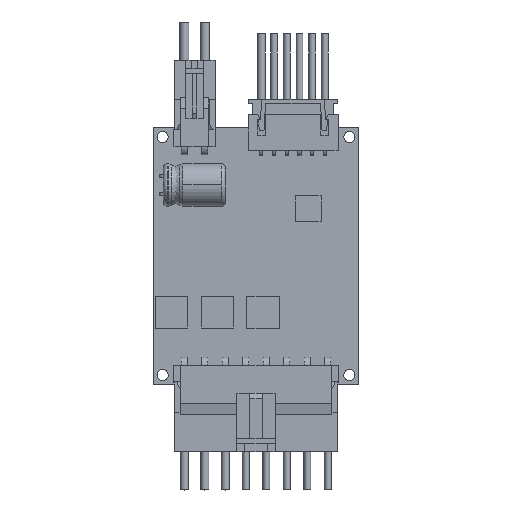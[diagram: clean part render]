
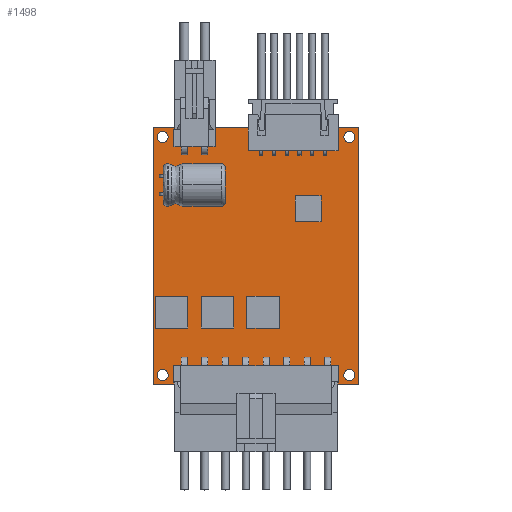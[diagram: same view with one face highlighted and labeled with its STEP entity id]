
A CAD part, top view. The second image highlights one B-rep face of the part: STEP entity #1498.
In plain terms, the highlighted planar face has unit normal (0, 0, 1).
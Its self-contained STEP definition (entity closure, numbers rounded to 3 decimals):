
#344 = DIRECTION ( 'NONE',  ( 0., 0., -1. ) ) ;
#365 = LINE ( 'NONE', #24207, #12314 ) ;
#422 = CARTESIAN_POINT ( 'NONE',  ( -17.05, 23.15, 1.55 ) ) ;
#1322 = ORIENTED_EDGE ( 'NONE', *, *, #9212, .T. ) ;
#1498 = ADVANCED_FACE ( 'NONE', ( #16179, #5686, #1558, #18397, #15899 ), #26558, .T. ) ;
#1558 = FACE_BOUND ( 'NONE', #7582, .T. ) ;
#1618 = VERTEX_POINT ( 'NONE', #12304 ) ;
#1753 = VERTEX_POINT ( 'NONE', #422 ) ;
#1989 = ORIENTED_EDGE ( 'NONE', *, *, #18005, .T. ) ;
#2080 = DIRECTION ( 'NONE',  ( -1., 0., 0. ) ) ;
#2289 = EDGE_LOOP ( 'NONE', ( #16045, #14905, #8519, #9154 ) ) ;
#2654 = CARTESIAN_POINT ( 'NONE',  ( 17.05, 23.15, 1.55 ) ) ;
#2721 = CARTESIAN_POINT ( 'NONE',  ( 20., -25., 1.55 ) ) ;
#3061 = ORIENTED_EDGE ( 'NONE', *, *, #4836, .T. ) ;
#3249 = AXIS2_PLACEMENT_3D ( 'NONE', #17173, #4463, #25609 ) ;
#3712 = DIRECTION ( 'NONE',  ( 0., 0., -1. ) ) ;
#4456 = AXIS2_PLACEMENT_3D ( 'NONE', #25477, #344, #4607 ) ;
#4463 = DIRECTION ( 'NONE',  ( 0., 0., -1. ) ) ;
#4607 = DIRECTION ( 'NONE',  ( 1., 0., 0. ) ) ;
#4836 = EDGE_CURVE ( 'NONE', #14613, #23435, #24006, .T. ) ;
#5131 = CARTESIAN_POINT ( 'NONE',  ( -19.25, -23.15, 1.55 ) ) ;
#5248 = CIRCLE ( 'NONE', #16701, 1.1 ) ;
#5287 = CARTESIAN_POINT ( 'NONE',  ( -17.05, -23.15, 1.55 ) ) ;
#5646 = VERTEX_POINT ( 'NONE', #11419 ) ;
#5686 = FACE_BOUND ( 'NONE', #26982, .T. ) ;
#5729 = CIRCLE ( 'NONE', #21139, 1.1 ) ;
#7582 = EDGE_LOOP ( 'NONE', ( #3061, #17357 ) ) ;
#7744 = EDGE_CURVE ( 'NONE', #23435, #14613, #5729, .T. ) ;
#7832 = CARTESIAN_POINT ( 'NONE',  ( -18.15, -23.15, 1.55 ) ) ;
#7883 = CARTESIAN_POINT ( 'NONE',  ( 0., 0., 1.55 ) ) ;
#8008 = DIRECTION ( 'NONE',  ( 1., 0., 0. ) ) ;
#8446 = EDGE_CURVE ( 'NONE', #13705, #15066, #11416, .T. ) ;
#8519 = ORIENTED_EDGE ( 'NONE', *, *, #14754, .F. ) ;
#8549 = DIRECTION ( 'NONE',  ( 0., 0., -1. ) ) ;
#8696 = AXIS2_PLACEMENT_3D ( 'NONE', #9867, #11677, #16081 ) ;
#9154 = ORIENTED_EDGE ( 'NONE', *, *, #16278, .F. ) ;
#9168 = DIRECTION ( 'NONE',  ( 1., 0., 0. ) ) ;
#9212 = EDGE_CURVE ( 'NONE', #1618, #5646, #24696, .T. ) ;
#9807 = DIRECTION ( 'NONE',  ( 0., -1., 0. ) ) ;
#9867 = CARTESIAN_POINT ( 'NONE',  ( -18.15, 23.15, 1.55 ) ) ;
#10066 = CARTESIAN_POINT ( 'NONE',  ( 18.15, 23.15, 1.55 ) ) ;
#10472 = CARTESIAN_POINT ( 'NONE',  ( -19.25, 23.15, 1.55 ) ) ;
#10782 = AXIS2_PLACEMENT_3D ( 'NONE', #7883, #16309, #14245 ) ;
#11416 = CIRCLE ( 'NONE', #15392, 1.1 ) ;
#11419 = CARTESIAN_POINT ( 'NONE',  ( 17.05, -23.15, 1.55 ) ) ;
#11618 = CARTESIAN_POINT ( 'NONE',  ( -20., -25., 1.55 ) ) ;
#11677 = DIRECTION ( 'NONE',  ( 0., 0., -1. ) ) ;
#11734 = VERTEX_POINT ( 'NONE', #2721 ) ;
#12304 = CARTESIAN_POINT ( 'NONE',  ( 19.25, -23.15, 1.55 ) ) ;
#12314 = VECTOR ( 'NONE', #23424, 1000. ) ;
#12446 = CARTESIAN_POINT ( 'NONE',  ( -20., -25., 1.55 ) ) ;
#12768 = EDGE_CURVE ( 'NONE', #14747, #17738, #26805, .T. ) ;
#12970 = DIRECTION ( 'NONE',  ( 0., 0., -1. ) ) ;
#13056 = EDGE_LOOP ( 'NONE', ( #1322, #26914 ) ) ;
#13384 = DIRECTION ( 'NONE',  ( 1., 0., 0. ) ) ;
#13705 = VERTEX_POINT ( 'NONE', #2654 ) ;
#14245 = DIRECTION ( 'NONE',  ( 1., 0., 0. ) ) ;
#14502 = AXIS2_PLACEMENT_3D ( 'NONE', #17090, #12970, #13384 ) ;
#14613 = VERTEX_POINT ( 'NONE', #5287 ) ;
#14624 = DIRECTION ( 'NONE',  ( 1., 0., 0. ) ) ;
#14747 = VERTEX_POINT ( 'NONE', #25010 ) ;
#14754 = EDGE_CURVE ( 'NONE', #11734, #20823, #22806, .T. ) ;
#14905 = ORIENTED_EDGE ( 'NONE', *, *, #16842, .F. ) ;
#15066 = VERTEX_POINT ( 'NONE', #16149 ) ;
#15169 = AXIS2_PLACEMENT_3D ( 'NONE', #25126, #8549, #16699 ) ;
#15243 = DIRECTION ( 'NONE',  ( 0., 0., -1. ) ) ;
#15376 = CARTESIAN_POINT ( 'NONE',  ( 18.15, 23.15, 1.55 ) ) ;
#15389 = CIRCLE ( 'NONE', #14502, 1.1 ) ;
#15392 = AXIS2_PLACEMENT_3D ( 'NONE', #15376, #15243, #9168 ) ;
#15899 = FACE_OUTER_BOUND ( 'NONE', #2289, .T. ) ;
#16045 = ORIENTED_EDGE ( 'NONE', *, *, #12768, .F. ) ;
#16081 = DIRECTION ( 'NONE',  ( 1., 0., 0. ) ) ;
#16149 = CARTESIAN_POINT ( 'NONE',  ( 19.25, 23.15, 1.55 ) ) ;
#16179 = FACE_BOUND ( 'NONE', #26884, .T. ) ;
#16278 = EDGE_CURVE ( 'NONE', #17738, #11734, #22107, .T. ) ;
#16309 = DIRECTION ( 'NONE',  ( 0., 0., 1. ) ) ;
#16322 = EDGE_CURVE ( 'NONE', #15066, #13705, #5248, .T. ) ;
#16440 = VERTEX_POINT ( 'NONE', #10472 ) ;
#16556 = EDGE_CURVE ( 'NONE', #16440, #1753, #15389, .T. ) ;
#16699 = DIRECTION ( 'NONE',  ( 1., 0., 0. ) ) ;
#16701 = AXIS2_PLACEMENT_3D ( 'NONE', #10066, #3712, #14624 ) ;
#16842 = EDGE_CURVE ( 'NONE', #20823, #14747, #365, .T. ) ;
#17090 = CARTESIAN_POINT ( 'NONE',  ( -18.15, 23.15, 1.55 ) ) ;
#17173 = CARTESIAN_POINT ( 'NONE',  ( 18.15, -23.15, 1.55 ) ) ;
#17357 = ORIENTED_EDGE ( 'NONE', *, *, #7744, .T. ) ;
#17738 = VERTEX_POINT ( 'NONE', #21514 ) ;
#18005 = EDGE_CURVE ( 'NONE', #1753, #16440, #20614, .T. ) ;
#18177 = ORIENTED_EDGE ( 'NONE', *, *, #16322, .T. ) ;
#18397 = FACE_BOUND ( 'NONE', #13056, .T. ) ;
#18470 = VECTOR ( 'NONE', #9807, 1000. ) ;
#18513 = CARTESIAN_POINT ( 'NONE',  ( 20., 25., 1.55 ) ) ;
#20269 = DIRECTION ( 'NONE',  ( 1., 0., 0. ) ) ;
#20614 = CIRCLE ( 'NONE', #8696, 1.1 ) ;
#20823 = VERTEX_POINT ( 'NONE', #11618 ) ;
#21139 = AXIS2_PLACEMENT_3D ( 'NONE', #7832, #26505, #20269 ) ;
#21514 = CARTESIAN_POINT ( 'NONE',  ( 20., 25., 1.55 ) ) ;
#22107 = LINE ( 'NONE', #26792, #18470 ) ;
#22806 = LINE ( 'NONE', #12446, #26927 ) ;
#22815 = ORIENTED_EDGE ( 'NONE', *, *, #16556, .T. ) ;
#22866 = EDGE_CURVE ( 'NONE', #5646, #1618, #23077, .T. ) ;
#22961 = VECTOR ( 'NONE', #8008, 1000. ) ;
#23077 = CIRCLE ( 'NONE', #3249, 1.1 ) ;
#23424 = DIRECTION ( 'NONE',  ( 0., 1., 0. ) ) ;
#23435 = VERTEX_POINT ( 'NONE', #5131 ) ;
#24006 = CIRCLE ( 'NONE', #15169, 1.1 ) ;
#24207 = CARTESIAN_POINT ( 'NONE',  ( -20., 25., 1.55 ) ) ;
#24696 = CIRCLE ( 'NONE', #4456, 1.1 ) ;
#25010 = CARTESIAN_POINT ( 'NONE',  ( -20., 25., 1.55 ) ) ;
#25126 = CARTESIAN_POINT ( 'NONE',  ( -18.15, -23.15, 1.55 ) ) ;
#25477 = CARTESIAN_POINT ( 'NONE',  ( 18.15, -23.15, 1.55 ) ) ;
#25609 = DIRECTION ( 'NONE',  ( 1., 0., 0. ) ) ;
#26505 = DIRECTION ( 'NONE',  ( 0., 0., -1. ) ) ;
#26558 = PLANE ( 'NONE',  #10782 ) ;
#26559 = ORIENTED_EDGE ( 'NONE', *, *, #8446, .T. ) ;
#26792 = CARTESIAN_POINT ( 'NONE',  ( 20., -25., 1.55 ) ) ;
#26805 = LINE ( 'NONE', #18513, #22961 ) ;
#26884 = EDGE_LOOP ( 'NONE', ( #1989, #22815 ) ) ;
#26914 = ORIENTED_EDGE ( 'NONE', *, *, #22866, .T. ) ;
#26927 = VECTOR ( 'NONE', #2080, 1000. ) ;
#26982 = EDGE_LOOP ( 'NONE', ( #18177, #26559 ) ) ;
